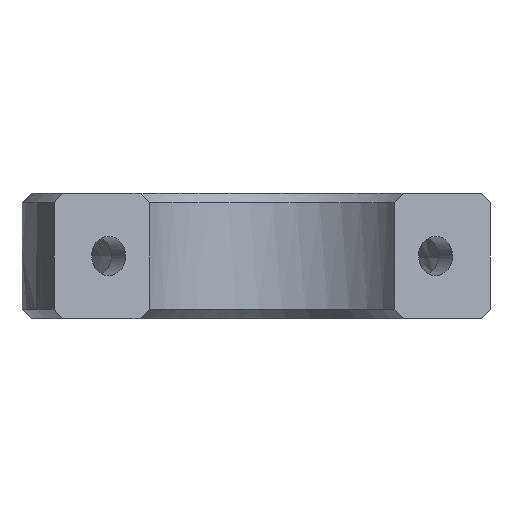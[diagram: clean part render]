
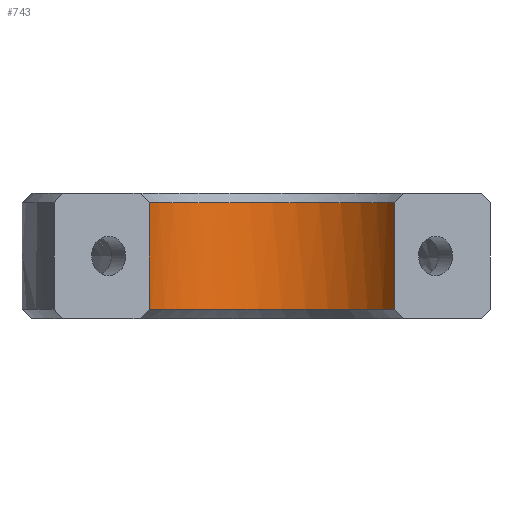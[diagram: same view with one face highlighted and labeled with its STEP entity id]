
A CAD part, front view. The second image highlights one B-rep face of the part: STEP entity #743.
In plain terms, the highlighted free-form (B-spline) face has degree [2, 1] with [5, 2] control points.
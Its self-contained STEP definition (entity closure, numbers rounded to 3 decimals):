
#106 = FACE_OUTER_BOUND ( 'NONE', #319, .T. ) ;
#111 = EDGE_CURVE ( 'NONE', #1354, #275, #862, .T. ) ;
#129 = CARTESIAN_POINT ( 'NONE',  ( 3240.079, 2365.411, 0. ) ) ;
#134 = CARTESIAN_POINT ( 'NONE',  ( 3209.53, 2373.235, 0. ) ) ;
#163 = CARTESIAN_POINT ( 'NONE',  ( 3209.53, 2373.235, 16.9 ) ) ;
#219 = CARTESIAN_POINT ( 'NONE',  ( 3201.031, 2342.867, 0. ) ) ;
#262 = CARTESIAN_POINT ( 'NONE',  ( 3201.031, 2342.867, 0. ) ) ;
#275 = VERTEX_POINT ( 'NONE', #219 ) ;
#284 = CARTESIAN_POINT ( 'NONE',  ( 3240.079, 2365.411, 16.9 ) ) ;
#306 =( BOUNDED_SURFACE ( )  B_SPLINE_SURFACE ( 2, 1, ( 
 ( #575, #700 ),
 ( #705, #1309 ),
 ( #586, #370 ),
 ( #725, #1094 ),
 ( #961, #487 ) ),
 .UNSPECIFIED., .F., .F., .F. ) 
 B_SPLINE_SURFACE_WITH_KNOTS ( ( 3, 2, 3 ),
 ( 2, 2 ),
 ( -90., 0., 90. ),
 ( -8.788, 8.788 ),
 .UNSPECIFIED. ) 
 GEOMETRIC_REPRESENTATION_ITEM ( )  RATIONAL_B_SPLINE_SURFACE ( (
 ( 1., 1.),
 ( 0.707, 0.707),
 ( 1., 1.),
 ( 0.707, 0.707),
 ( 1., 1.) ) ) 
 REPRESENTATION_ITEM ( '' )  SURFACE ( )  );
#319 = EDGE_LOOP ( 'NONE', ( #1014, #1110, #1313, #1425 ) ) ;
#370 = CARTESIAN_POINT ( 'NONE',  ( 3209.53, 2373.235, 17.238 ) ) ;
#413 = VERTEX_POINT ( 'NONE', #726 ) ;
#457 = EDGE_CURVE ( 'NONE', #562, #1354, #881, .T. ) ;
#472 =( BOUNDED_CURVE ( )  B_SPLINE_CURVE ( 2, ( #754, #1477, #163, #1508, #906 ),
 .UNSPECIFIED., .F., .T. ) 
 B_SPLINE_CURVE_WITH_KNOTS ( ( 3, 2, 3 ),
 ( 0., 88.729, 177.459 ),
 .UNSPECIFIED. ) 
 CURVE ( )  GEOMETRIC_REPRESENTATION_ITEM ( )  RATIONAL_B_SPLINE_CURVE ( ( 0.991, 0.712, 1., 0.712, 0.991 ) ) 
 REPRESENTATION_ITEM ( '' )  );
#487 = CARTESIAN_POINT ( 'NONE',  ( 3201.276, 2342.431, 17.238 ) ) ;
#503 = CARTESIAN_POINT ( 'NONE',  ( 3228.631, 2384.263, 0. ) ) ;
#562 = VERTEX_POINT ( 'NONE', #284 ) ;
#575 = CARTESIAN_POINT ( 'NONE',  ( 3240.334, 2364.981, -0.338 ) ) ;
#586 = CARTESIAN_POINT ( 'NONE',  ( 3209.53, 2373.235, -0.338 ) ) ;
#627 = CARTESIAN_POINT ( 'NONE',  ( 3190.43, 2362.207, 0. ) ) ;
#700 = CARTESIAN_POINT ( 'NONE',  ( 3240.334, 2364.981, 17.238 ) ) ;
#705 = CARTESIAN_POINT ( 'NONE',  ( 3229.059, 2384.51, -0.338 ) ) ;
#725 = CARTESIAN_POINT ( 'NONE',  ( 3190.001, 2361.96, -0.338 ) ) ;
#726 = CARTESIAN_POINT ( 'NONE',  ( 3201.031, 2342.867, 16.9 ) ) ;
#743 = ADVANCED_FACE ( 'NONE', ( #106 ), #306, .F. ) ;
#754 = CARTESIAN_POINT ( 'NONE',  ( 3201.031, 2342.867, 16.9 ) ) ;
#862 =( BOUNDED_CURVE ( )  B_SPLINE_CURVE ( 2, ( #129, #503, #134, #627, #262 ),
 .UNSPECIFIED., .F., .T. ) 
 B_SPLINE_CURVE_WITH_KNOTS ( ( 3, 2, 3 ),
 ( 0., 88.729, 177.459 ),
 .UNSPECIFIED. ) 
 CURVE ( )  GEOMETRIC_REPRESENTATION_ITEM ( )  RATIONAL_B_SPLINE_CURVE ( ( 0.991, 0.712, 1., 0.712, 0.991 ) ) 
 REPRESENTATION_ITEM ( '' )  );
#881 = B_SPLINE_CURVE_WITH_KNOTS ( 'NONE', 1,
 ( #1446, #1361 ),
 .UNSPECIFIED., .F., .F.,
 ( 2, 2 ),
 ( 0., 1. ),
 .UNSPECIFIED. ) ;
#906 = CARTESIAN_POINT ( 'NONE',  ( 3240.079, 2365.411, 16.9 ) ) ;
#961 = CARTESIAN_POINT ( 'NONE',  ( 3201.276, 2342.431, -0.338 ) ) ;
#1014 = ORIENTED_EDGE ( 'NONE', *, *, #111, .F. ) ;
#1094 = CARTESIAN_POINT ( 'NONE',  ( 3190.001, 2361.96, 17.238 ) ) ;
#1110 = ORIENTED_EDGE ( 'NONE', *, *, #457, .F. ) ;
#1160 = CARTESIAN_POINT ( 'NONE',  ( 3201.031, 2342.867, 16.9 ) ) ;
#1161 = EDGE_CURVE ( 'NONE', #413, #562, #472, .T. ) ;
#1196 = EDGE_CURVE ( 'NONE', #275, #413, #1284, .T. ) ;
#1284 = B_SPLINE_CURVE_WITH_KNOTS ( 'NONE', 1,
 ( #1382, #1160 ),
 .UNSPECIFIED., .F., .F.,
 ( 2, 2 ),
 ( 0., 1. ),
 .UNSPECIFIED. ) ;
#1309 = CARTESIAN_POINT ( 'NONE',  ( 3229.059, 2384.51, 17.238 ) ) ;
#1313 = ORIENTED_EDGE ( 'NONE', *, *, #1161, .F. ) ;
#1327 = CARTESIAN_POINT ( 'NONE',  ( 3240.079, 2365.411, 0. ) ) ;
#1354 = VERTEX_POINT ( 'NONE', #1327 ) ;
#1361 = CARTESIAN_POINT ( 'NONE',  ( 3240.079, 2365.411, 0. ) ) ;
#1382 = CARTESIAN_POINT ( 'NONE',  ( 3201.031, 2342.867, 0. ) ) ;
#1425 = ORIENTED_EDGE ( 'NONE', *, *, #1196, .F. ) ;
#1446 = CARTESIAN_POINT ( 'NONE',  ( 3240.079, 2365.411, 16.9 ) ) ;
#1477 = CARTESIAN_POINT ( 'NONE',  ( 3190.43, 2362.207, 16.9 ) ) ;
#1508 = CARTESIAN_POINT ( 'NONE',  ( 3228.631, 2384.263, 16.9 ) ) ;
